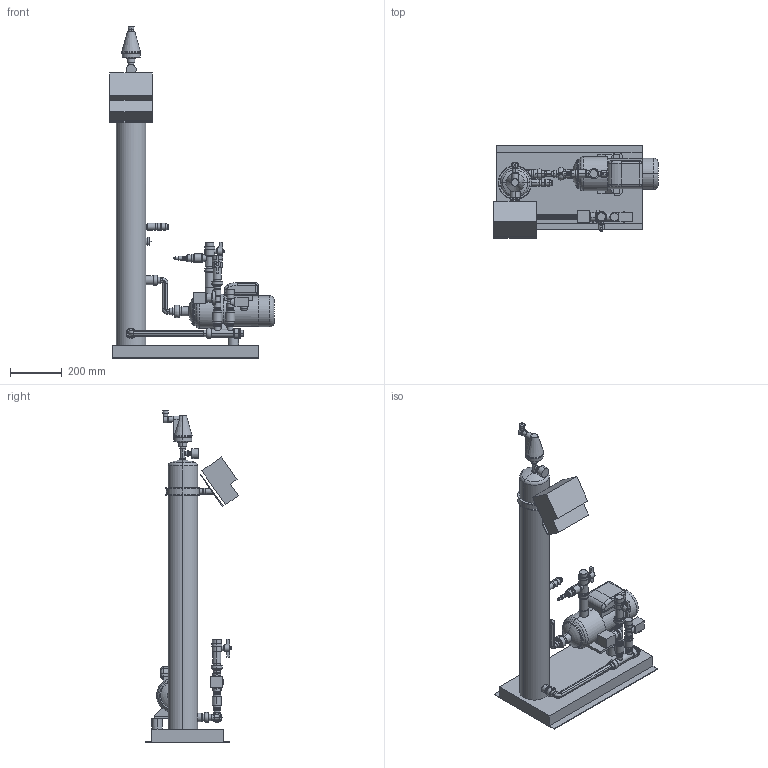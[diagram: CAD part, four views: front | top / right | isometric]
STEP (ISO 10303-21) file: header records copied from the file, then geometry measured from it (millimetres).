
FILE_DESCRIPTION (( 'STEP AP214' ), '1' );
FILE_NAME ('Tagus_vac_7.STEP', '2024-04-08T13:21:07', ( '' ), ( '' ), 'SwSTEP 2.0', 'SolidWorks 2021', '' );
FILE_SCHEMA (( 'AUTOMOTIVE_DESIGN' ));
Length unit declared in the file: millimetre
Products named in the file (3): 17070_ena_7.dwg; Tagus_vac_7.dwg; Tagus_vac_7
Assembly tree (2 placements, depth 3):
  Tagus_vac_7
    Tagus_vac_7.dwg
      17070_ena_7.dwg
Bounding box: 635.16 x 359.01 x 1281.8 mm (x, y, z)
Volume: 27102488.3 mm3; surface area: 1437106.1 mm2
Topology: 3 solids, 3 shells, 804 faces, 1771 edges, 1070 vertices
Faces by surface type: cylinder 342, plane 227, cone 185, torus 40, sphere 8, bspline 2
Entity records: 24692 total; most frequent: CARTESIAN_POINT 6470, DIRECTION 4132, ORIENTED_EDGE 3538, EDGE_CURVE 1769, AXIS2_PLACEMENT_3D 1667, VERTEX_POINT 1070, EDGE_LOOP 903, CIRCLE 859
